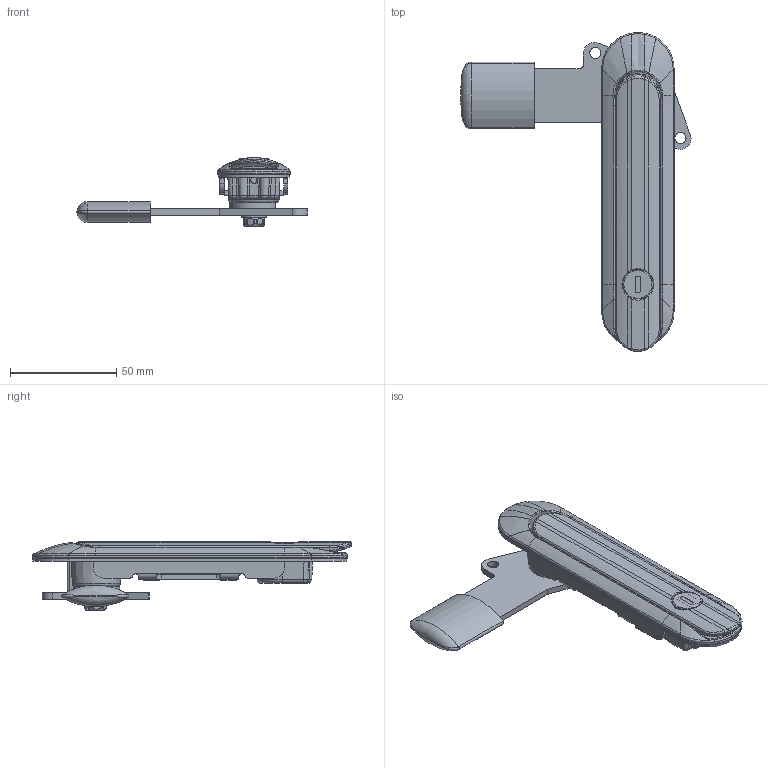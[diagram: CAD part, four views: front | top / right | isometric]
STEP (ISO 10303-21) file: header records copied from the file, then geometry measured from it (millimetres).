
FILE_DESCRIPTION(/* description */ (''),/* implementation_level */ '2;1');
FILE_NAME(/* name */ 'AF3283-3-N.stp',/* time_stamp */ '2025-05-28T15:59:36+09:00',/* author */ ('user'),/* organization */ (''),/* preprocessor_version */ 'ST-DEVELOPER v15.6',/* originating_system */ 'Autodesk Inventor 2015',/* authorisation */ '');
FILE_SCHEMA (('AUTOMOTIVE_DESIGN { 1 0 10303 214 3 1 1 }'));
Products named in the file (13): 본체_A; 본체_B; 본체_C; 본체브라켓; 볼트_1; 볼트_2; 키코어; 패킹; 연결핀_1; 와샤; 방향전환와샤; AF3283-3-Braket; AF3283-3-N
Bounding box: 108.21 x 150 x 32.1 mm (x, y, z)
Volume: 51201.4 mm3; surface area: 51190.7 mm2
Topology: 17 solids, 17 shells, 1155 faces, 2958 edges, 1856 vertices
Faces by surface type: plane 441, cylinder 335, bspline 230, torus 84, cone 49, sphere 16
Full cylindrical faces by diameter (mm): 1 x1, 3 x2, 3.1 x4, 4.5 x2, 5 x2, 5.3 x2, 5.6 x1, 5.8 x1, 6.5 x2, 7.5 x2, 10.8 x1, 12 x1, 13.1 x2, 13.2 x1, 14 x1, 14.2 x1, 15.2 x1
Entity records: 56032 total; most frequent: CARTESIAN_POINT 29948, ORIENTED_EDGE 5622, DIRECTION 5115, EDGE_CURVE 2811, AXIS2_PLACEMENT_3D 1979, VERTEX_POINT 1789, EDGE_LOOP 1234, LINE 1157
